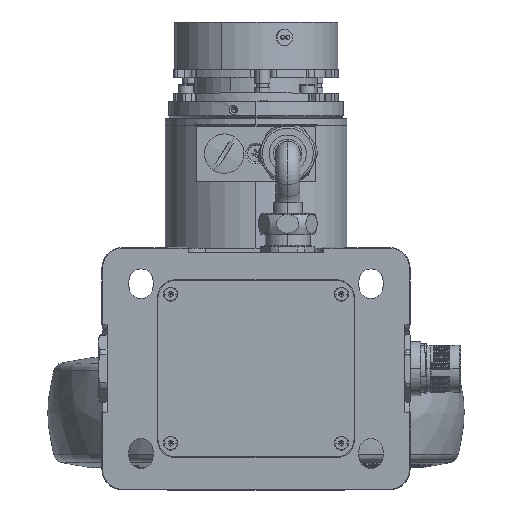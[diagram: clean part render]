
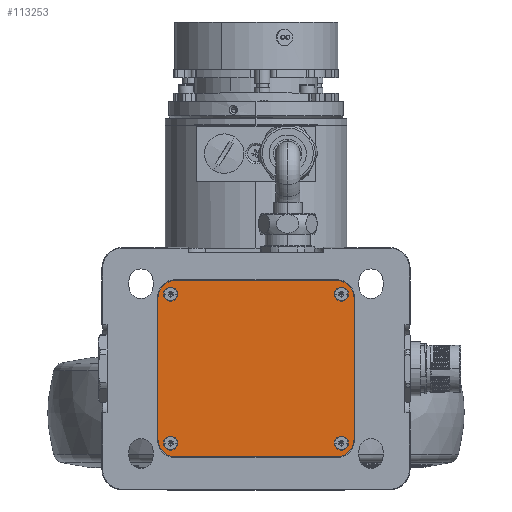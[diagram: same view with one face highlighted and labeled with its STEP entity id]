
A CAD part, top view. The second image highlights one B-rep face of the part: STEP entity #113253.
In plain terms, the highlighted planar face has unit normal (0, 0, 1).
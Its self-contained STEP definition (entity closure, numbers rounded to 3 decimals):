
#112902=CARTESIAN_POINT('',(36.75,32.25,36.9));
#112903=DIRECTION('',(0.,0.,-1.));
#112904=DIRECTION('',(0.,1.,0.));
#112905=AXIS2_PLACEMENT_3D('',#112902,#112903,#112904);
#112907=DIRECTION('',(0.,-1.,0.));
#112908=VECTOR('',#112907,64.5);
#112909=CARTESIAN_POINT('',(44.75,32.25,36.9));
#112910=LINE('',#112909,#112908);
#112911=CARTESIAN_POINT('',(36.75,-32.25,36.9));
#112912=DIRECTION('',(0.,0.,-1.));
#112913=DIRECTION('',(1.,0.,0.));
#112914=AXIS2_PLACEMENT_3D('',#112911,#112912,#112913);
#112916=DIRECTION('',(-1.,0.,0.));
#112917=VECTOR('',#112916,73.5);
#112918=CARTESIAN_POINT('',(36.75,-40.25,36.9));
#112919=LINE('',#112918,#112917);
#112920=CARTESIAN_POINT('',(-36.75,-32.25,36.9));
#112921=DIRECTION('',(0.,0.,-1.));
#112922=DIRECTION('',(0.,-1.,0.));
#112923=AXIS2_PLACEMENT_3D('',#112920,#112921,#112922);
#112925=DIRECTION('',(0.,1.,0.));
#112926=VECTOR('',#112925,64.5);
#112927=CARTESIAN_POINT('',(-44.75,-32.25,36.9));
#112928=LINE('',#112927,#112926);
#112929=CARTESIAN_POINT('',(-36.75,32.25,36.9));
#112930=DIRECTION('',(0.,0.,-1.));
#112931=DIRECTION('',(-1.,0.,0.));
#112932=AXIS2_PLACEMENT_3D('',#112929,#112930,#112931);
#112934=DIRECTION('',(1.,0.,0.));
#112935=VECTOR('',#112934,73.5);
#112936=CARTESIAN_POINT('',(-36.75,40.25,36.9));
#112937=LINE('',#112936,#112935);
#112938=CARTESIAN_POINT('',(39.,34.,36.9));
#112939=DIRECTION('',(0.,0.,1.));
#112940=DIRECTION('',(-1.,0.,0.));
#112941=AXIS2_PLACEMENT_3D('',#112938,#112939,#112940);
#112943=CARTESIAN_POINT('',(39.,34.,36.9));
#112944=DIRECTION('',(0.,0.,1.));
#112945=DIRECTION('',(1.,0.,0.));
#112946=AXIS2_PLACEMENT_3D('',#112943,#112944,#112945);
#112948=CARTESIAN_POINT('',(-39.,34.,36.9));
#112949=DIRECTION('',(0.,0.,1.));
#112950=DIRECTION('',(-1.,0.,0.));
#112951=AXIS2_PLACEMENT_3D('',#112948,#112949,#112950);
#112953=CARTESIAN_POINT('',(-39.,34.,36.9));
#112954=DIRECTION('',(0.,0.,1.));
#112955=DIRECTION('',(1.,0.,0.));
#112956=AXIS2_PLACEMENT_3D('',#112953,#112954,#112955);
#112958=CARTESIAN_POINT('',(39.,-34.,36.9));
#112959=DIRECTION('',(0.,0.,1.));
#112960=DIRECTION('',(1.,0.,0.));
#112961=AXIS2_PLACEMENT_3D('',#112958,#112959,#112960);
#112963=CARTESIAN_POINT('',(39.,-34.,36.9));
#112964=DIRECTION('',(0.,0.,1.));
#112965=DIRECTION('',(-1.,0.,0.));
#112966=AXIS2_PLACEMENT_3D('',#112963,#112964,#112965);
#112968=CARTESIAN_POINT('',(-39.,-34.,36.9));
#112969=DIRECTION('',(0.,0.,-1.));
#112970=DIRECTION('',(-1.,0.,0.));
#112971=AXIS2_PLACEMENT_3D('',#112968,#112969,#112970);
#112973=CARTESIAN_POINT('',(-39.,-34.,36.9));
#112974=DIRECTION('',(0.,0.,-1.));
#112975=DIRECTION('',(1.,0.,0.));
#112976=AXIS2_PLACEMENT_3D('',#112973,#112974,#112975);
#113126=CARTESIAN_POINT('',(44.75,32.25,36.9));
#113127=CARTESIAN_POINT('',(36.75,40.25,36.9));
#113128=VERTEX_POINT('',#113126);
#113129=VERTEX_POINT('',#113127);
#113134=CARTESIAN_POINT('',(36.75,-40.25,36.9));
#113135=CARTESIAN_POINT('',(44.75,-32.25,36.9));
#113136=VERTEX_POINT('',#113134);
#113137=VERTEX_POINT('',#113135);
#113142=CARTESIAN_POINT('',(-44.75,-32.25,36.9));
#113143=CARTESIAN_POINT('',(-36.75,-40.25,36.9));
#113144=VERTEX_POINT('',#113142);
#113145=VERTEX_POINT('',#113143);
#113150=CARTESIAN_POINT('',(-36.75,40.25,36.9));
#113151=CARTESIAN_POINT('',(-44.75,32.25,36.9));
#113152=VERTEX_POINT('',#113150);
#113153=VERTEX_POINT('',#113151);
#113162=CARTESIAN_POINT('',(35.8,34.,36.9));
#113163=CARTESIAN_POINT('',(42.2,34.,36.9));
#113164=VERTEX_POINT('',#113162);
#113165=VERTEX_POINT('',#113163);
#113174=CARTESIAN_POINT('',(-42.2,34.,36.9));
#113175=VERTEX_POINT('',#113174);
#113176=CARTESIAN_POINT('',(-35.8,34.,36.9));
#113177=VERTEX_POINT('',#113176);
#113186=CARTESIAN_POINT('',(42.2,-34.,36.9));
#113187=VERTEX_POINT('',#113186);
#113188=CARTESIAN_POINT('',(35.8,-34.,36.9));
#113189=VERTEX_POINT('',#113188);
#113194=CARTESIAN_POINT('',(-42.2,-34.,36.9));
#113195=VERTEX_POINT('',#113194);
#113196=CARTESIAN_POINT('',(-35.8,-34.,36.9));
#113197=VERTEX_POINT('',#113196);
#113206=CARTESIAN_POINT('',(0.,0.,36.9));
#113207=DIRECTION('',(0.,0.,-1.));
#113208=DIRECTION('',(-1.,0.,0.));
#113209=AXIS2_PLACEMENT_3D('',#113206,#113207,#113208);
#113210=PLANE('',#113209);
#113212=ORIENTED_EDGE('',*,*,#113211,.T.);
#113214=ORIENTED_EDGE('',*,*,#113213,.T.);
#113216=ORIENTED_EDGE('',*,*,#113215,.T.);
#113218=ORIENTED_EDGE('',*,*,#113217,.T.);
#113220=ORIENTED_EDGE('',*,*,#113219,.T.);
#113222=ORIENTED_EDGE('',*,*,#113221,.T.);
#113224=ORIENTED_EDGE('',*,*,#113223,.T.);
#113226=ORIENTED_EDGE('',*,*,#113225,.T.);
#113227=EDGE_LOOP('',(#113212,#113214,#113216,#113218,#113220,#113222,#113224,
#113226));
#113228=FACE_OUTER_BOUND('',#113227,.F.);
#113230=ORIENTED_EDGE('',*,*,#113229,.T.);
#113232=ORIENTED_EDGE('',*,*,#113231,.T.);
#113233=EDGE_LOOP('',(#113230,#113232));
#113234=FACE_BOUND('',#113233,.F.);
#113236=ORIENTED_EDGE('',*,*,#113235,.T.);
#113238=ORIENTED_EDGE('',*,*,#113237,.T.);
#113239=EDGE_LOOP('',(#113236,#113238));
#113240=FACE_BOUND('',#113239,.F.);
#113242=ORIENTED_EDGE('',*,*,#113241,.T.);
#113244=ORIENTED_EDGE('',*,*,#113243,.T.);
#113245=EDGE_LOOP('',(#113242,#113244));
#113246=FACE_BOUND('',#113245,.F.);
#113248=ORIENTED_EDGE('',*,*,#113247,.F.);
#113250=ORIENTED_EDGE('',*,*,#113249,.F.);
#113251=EDGE_LOOP('',(#113248,#113250));
#113252=FACE_BOUND('',#113251,.F.);
#113253=ADVANCED_FACE('',(#113228,#113234,#113240,#113246,#113252),#113210,.F.);
#112906=CIRCLE('',#112905,8.);
#112915=CIRCLE('',#112914,8.);
#112924=CIRCLE('',#112923,8.);
#112933=CIRCLE('',#112932,8.);
#112942=CIRCLE('',#112941,3.2);
#112947=CIRCLE('',#112946,3.2);
#112952=CIRCLE('',#112951,3.2);
#112957=CIRCLE('',#112956,3.2);
#112962=CIRCLE('',#112961,3.2);
#112967=CIRCLE('',#112966,3.2);
#112972=CIRCLE('',#112971,3.2);
#112977=CIRCLE('',#112976,3.2);
#113211=EDGE_CURVE('',#113129,#113128,#112906,.T.);
#113213=EDGE_CURVE('',#113128,#113137,#112910,.T.);
#113215=EDGE_CURVE('',#113137,#113136,#112915,.T.);
#113217=EDGE_CURVE('',#113136,#113145,#112919,.T.);
#113219=EDGE_CURVE('',#113145,#113144,#112924,.T.);
#113221=EDGE_CURVE('',#113144,#113153,#112928,.T.);
#113223=EDGE_CURVE('',#113153,#113152,#112933,.T.);
#113225=EDGE_CURVE('',#113152,#113129,#112937,.T.);
#113229=EDGE_CURVE('',#113164,#113165,#112942,.T.);
#113231=EDGE_CURVE('',#113165,#113164,#112947,.T.);
#113235=EDGE_CURVE('',#113175,#113177,#112952,.T.);
#113237=EDGE_CURVE('',#113177,#113175,#112957,.T.);
#113241=EDGE_CURVE('',#113187,#113189,#112962,.T.);
#113243=EDGE_CURVE('',#113189,#113187,#112967,.T.);
#113247=EDGE_CURVE('',#113195,#113197,#112972,.T.);
#113249=EDGE_CURVE('',#113197,#113195,#112977,.T.);
